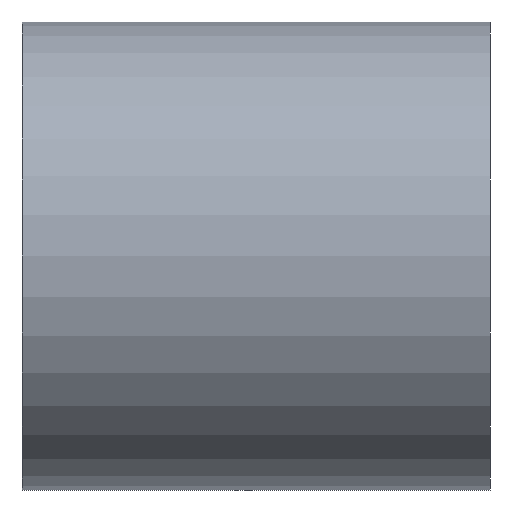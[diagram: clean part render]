
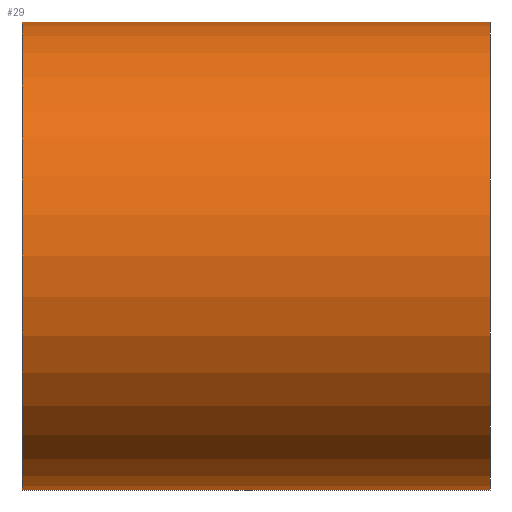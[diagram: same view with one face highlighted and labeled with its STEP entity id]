
A CAD part, left-side view. The second image highlights one B-rep face of the part: STEP entity #29.
In plain terms, the highlighted cylindrical face has radius 3.175 mm (diameter 6.35 mm), a partial arc.
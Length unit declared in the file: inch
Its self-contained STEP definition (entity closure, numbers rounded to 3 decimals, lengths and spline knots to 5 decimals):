
#5 = VERTEX_POINT ( 'NONE', #111 ) ;
#6 = VERTEX_POINT ( 'NONE', #112 ) ;
#10 = VERTEX_POINT ( 'NONE', #113 ) ;
#11 = VERTEX_POINT ( 'NONE', #114 ) ;
#15 = CYLINDRICAL_SURFACE ( 'NONE', #21, 0.125 ) ;
#18 = FACE_OUTER_BOUND ( 'NONE', #105, .T. ) ;
#21 = AXIS2_PLACEMENT_3D ( 'NONE', #123, #124, #125 ) ;
#29 = ADVANCED_FACE ( 'NONE', ( #18 ), #15, .T. ) ;
#30 = CIRCLE ( 'NONE', #148, 0.125 ) ;
#31 = CIRCLE ( 'NONE', #144, 0.125 ) ;
#41 = EDGE_CURVE ( 'NONE', #5, #11, #130, .T. ) ;
#42 = EDGE_CURVE ( 'NONE', #5, #6, #31, .T. ) ;
#43 = EDGE_CURVE ( 'NONE', #11, #10, #30, .T. ) ;
#44 = EDGE_CURVE ( 'NONE', #6, #10, #84, .T. ) ;
#49 = ORIENTED_EDGE ( 'NONE', *, *, #44, .F. ) ;
#52 = ORIENTED_EDGE ( 'NONE', *, *, #43, .T. ) ;
#82 = DIRECTION ( 'NONE',  ( 0., 0., 1. ) ) ;
#84 = LINE ( 'NONE', #85, #149 ) ;
#85 = CARTESIAN_POINT ( 'NONE',  ( 0., 0.25, 0.125 ) ) ;
#86 = DIRECTION ( 'NONE',  ( 0., -1., 0. ) ) ;
#101 = ORIENTED_EDGE ( 'NONE', *, *, #41, .T. ) ;
#102 = ORIENTED_EDGE ( 'NONE', *, *, #42, .F. ) ;
#105 = EDGE_LOOP ( 'NONE', ( #49, #102, #101, #52 ) ) ;
#111 = CARTESIAN_POINT ( 'NONE',  ( 0., 0.25, -0.125 ) ) ;
#112 = CARTESIAN_POINT ( 'NONE',  ( 0., 0.25, 0.125 ) ) ;
#113 = CARTESIAN_POINT ( 'NONE',  ( 0., 0., 0.125 ) ) ;
#114 = CARTESIAN_POINT ( 'NONE',  ( 0., 0., -0.125 ) ) ;
#123 = CARTESIAN_POINT ( 'NONE',  ( 0., 0.25, 0. ) ) ;
#124 = DIRECTION ( 'NONE',  ( 0., -1., 0. ) ) ;
#125 = DIRECTION ( 'NONE',  ( 0., 0., -1. ) ) ;
#129 = CARTESIAN_POINT ( 'NONE',  ( 0., 0.25, 0. ) ) ;
#130 = LINE ( 'NONE', #131, #145 ) ;
#131 = CARTESIAN_POINT ( 'NONE',  ( 0., 0.25, -0.125 ) ) ;
#132 = DIRECTION ( 'NONE',  ( 0., -1., 0. ) ) ;
#133 = DIRECTION ( 'NONE',  ( 0., 1., 0. ) ) ;
#134 = DIRECTION ( 'NONE',  ( 0., 0., 1. ) ) ;
#135 = CARTESIAN_POINT ( 'NONE',  ( 0., 0., 0. ) ) ;
#136 = DIRECTION ( 'NONE',  ( 0., 1., 0. ) ) ;
#144 = AXIS2_PLACEMENT_3D ( 'NONE', #129, #133, #134 ) ;
#145 = VECTOR ( 'NONE', #132, 39.37008 ) ;
#148 = AXIS2_PLACEMENT_3D ( 'NONE', #135, #136, #82 ) ;
#149 = VECTOR ( 'NONE', #86, 39.37008 ) ;
